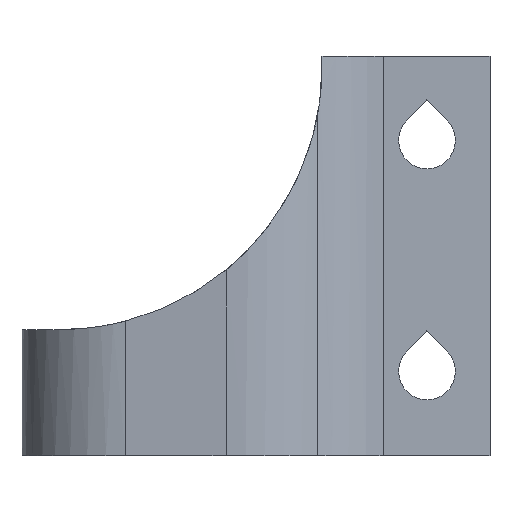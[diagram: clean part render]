
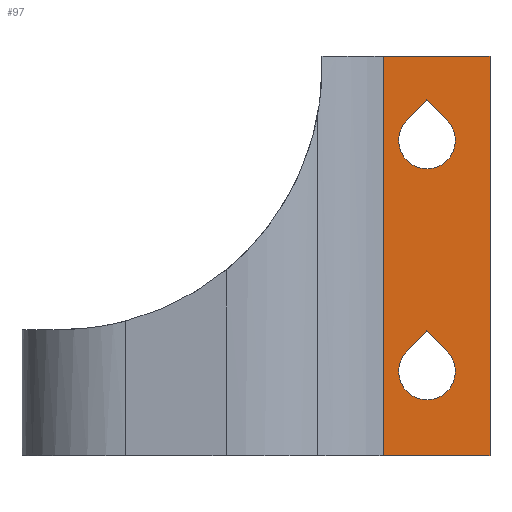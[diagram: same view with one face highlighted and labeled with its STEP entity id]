
A CAD part, left-side view. The second image highlights one B-rep face of the part: STEP entity #97.
In plain terms, the highlighted planar face has unit normal (-1, 0, 0).
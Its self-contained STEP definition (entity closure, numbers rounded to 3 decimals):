
#97 = ADVANCED_FACE( '', ( #174, #175, #176 ), #177, .F. );
#174 = FACE_BOUND( '', #305, .T. );
#175 = FACE_BOUND( '', #306, .T. );
#176 = FACE_OUTER_BOUND( '', #307, .T. );
#177 = PLANE( '', #308 );
#305 = EDGE_LOOP( '', ( #627, #628, #629 ) );
#306 = EDGE_LOOP( '', ( #630, #631, #632 ) );
#307 = EDGE_LOOP( '', ( #633, #634, #635, #636 ) );
#308 = AXIS2_PLACEMENT_3D( '', #637, #638, #639 );
#627 = ORIENTED_EDGE( '', *, *, #960, .T. );
#628 = ORIENTED_EDGE( '', *, *, #961, .T. );
#629 = ORIENTED_EDGE( '', *, *, #962, .T. );
#630 = ORIENTED_EDGE( '', *, *, #963, .T. );
#631 = ORIENTED_EDGE( '', *, *, #964, .T. );
#632 = ORIENTED_EDGE( '', *, *, #965, .T. );
#633 = ORIENTED_EDGE( '', *, *, #952, .T. );
#634 = ORIENTED_EDGE( '', *, *, #966, .F. );
#635 = ORIENTED_EDGE( '', *, *, #857, .F. );
#636 = ORIENTED_EDGE( '', *, *, #967, .T. );
#637 = CARTESIAN_POINT( '', ( -7.2, 12.875, 38. ) );
#638 = DIRECTION( '', ( 1., 0., 0. ) );
#639 = DIRECTION( '', ( 0., 1., 0. ) );
#857 = EDGE_CURVE( '', #1007, #1009, #1010, .T. );
#952 = EDGE_CURVE( '', #1176, #1174, #1177, .T. );
#960 = EDGE_CURVE( '', #1190, #1191, #1192, .T. );
#961 = EDGE_CURVE( '', #1191, #1193, #1194, .T. );
#962 = EDGE_CURVE( '', #1193, #1190, #1195, .T. );
#963 = EDGE_CURVE( '', #1196, #1197, #1198, .T. );
#964 = EDGE_CURVE( '', #1197, #1199, #1200, .T. );
#965 = EDGE_CURVE( '', #1199, #1196, #1201, .T. );
#966 = EDGE_CURVE( '', #1009, #1174, #1202, .T. );
#967 = EDGE_CURVE( '', #1007, #1176, #1203, .T. );
#1007 = VERTEX_POINT( '', #1255 );
#1009 = VERTEX_POINT( '', #1257 );
#1010 = LINE( '', #1258, #1259 );
#1174 = VERTEX_POINT( '', #1713 );
#1176 = VERTEX_POINT( '', #1716 );
#1177 = LINE( '', #1717, #1718 );
#1190 = VERTEX_POINT( '', #1735 );
#1191 = VERTEX_POINT( '', #1736 );
#1192 = LINE( '', #1737, #1738 );
#1193 = VERTEX_POINT( '', #1739 );
#1194 = CIRCLE( '', #1740, 2.7 );
#1195 = LINE( '', #1741, #1742 );
#1196 = VERTEX_POINT( '', #1743 );
#1197 = VERTEX_POINT( '', #1744 );
#1198 = LINE( '', #1745, #1746 );
#1199 = VERTEX_POINT( '', #1747 );
#1200 = CIRCLE( '', #1748, 2.7 );
#1201 = LINE( '', #1749, #1750 );
#1202 = LINE( '', #1751, #1752 );
#1203 = LINE( '', #1753, #1754 );
#1255 = CARTESIAN_POINT( '', ( -7.2, 23.052, 38. ) );
#1257 = CARTESIAN_POINT( '', ( -7.2, 12.875, 38. ) );
#1258 = CARTESIAN_POINT( '', ( -7.2, 12.875, 38. ) );
#1259 = VECTOR( '', #1834, 1000. );
#1713 = CARTESIAN_POINT( '', ( -7.2, 12.875, 0. ) );
#1716 = CARTESIAN_POINT( '', ( -7.2, 23.052, 0. ) );
#1717 = CARTESIAN_POINT( '', ( -7.2, 12.875, 0. ) );
#1718 = VECTOR( '', #1956, 1000. );
#1735 = CARTESIAN_POINT( '', ( -7.2, 18.875, 11.887 ) );
#1736 = CARTESIAN_POINT( '', ( -7.2, 16.933, 9.876 ) );
#1737 = CARTESIAN_POINT( '', ( -7.2, 29.028, 22.401 ) );
#1738 = VECTOR( '', #1970, 1000. );
#1739 = CARTESIAN_POINT( '', ( -7.2, 20.817, 9.876 ) );
#1740 = AXIS2_PLACEMENT_3D( '', #1971, #1972, #1973 );
#1741 = CARTESIAN_POINT( '', ( -7.2, 2.931, 28.397 ) );
#1742 = VECTOR( '', #1974, 1000. );
#1743 = CARTESIAN_POINT( '', ( -7.2, 18.875, 33.887 ) );
#1744 = CARTESIAN_POINT( '', ( -7.2, 16.933, 31.876 ) );
#1745 = CARTESIAN_POINT( '', ( -7.2, 18.035, 33.017 ) );
#1746 = VECTOR( '', #1975, 1000. );
#1747 = CARTESIAN_POINT( '', ( -7.2, 20.817, 31.876 ) );
#1748 = AXIS2_PLACEMENT_3D( '', #1976, #1977, #1978 );
#1749 = CARTESIAN_POINT( '', ( -7.2, 13.924, 39.013 ) );
#1750 = VECTOR( '', #1979, 1000. );
#1751 = CARTESIAN_POINT( '', ( -7.2, 12.875, 38. ) );
#1752 = VECTOR( '', #1980, 1000. );
#1753 = CARTESIAN_POINT( '', ( -7.2, 23.052, 38. ) );
#1754 = VECTOR( '', #1981, 1000. );
#1834 = DIRECTION( '', ( 0., -1., 0. ) );
#1956 = DIRECTION( '', ( 0., -1., 0. ) );
#1970 = DIRECTION( '', ( 0., -0.695, -0.719 ) );
#1971 = CARTESIAN_POINT( '', ( -7.2, 18.875, 8. ) );
#1972 = DIRECTION( '', ( 1., 0., 0. ) );
#1973 = DIRECTION( '', ( 0., 1., 0. ) );
#1974 = DIRECTION( '', ( 0., -0.695, 0.719 ) );
#1975 = DIRECTION( '', ( 0., -0.695, -0.719 ) );
#1976 = CARTESIAN_POINT( '', ( -7.2, 18.875, 30. ) );
#1977 = DIRECTION( '', ( 1., 0., 0. ) );
#1978 = DIRECTION( '', ( 0., 1., 0. ) );
#1979 = DIRECTION( '', ( 0., -0.695, 0.719 ) );
#1980 = DIRECTION( '', ( 0., 0., -1. ) );
#1981 = DIRECTION( '', ( 0., 0., -1. ) );
